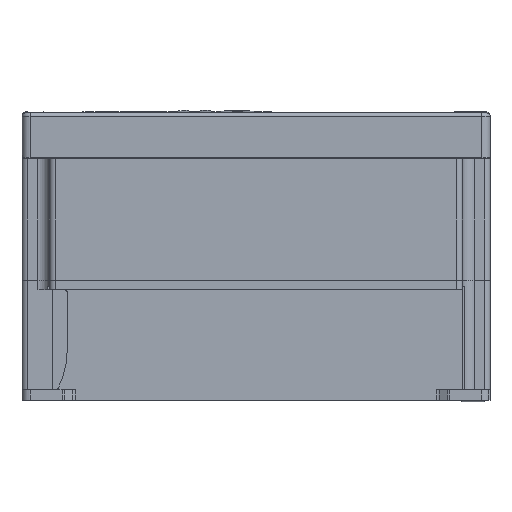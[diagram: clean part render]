
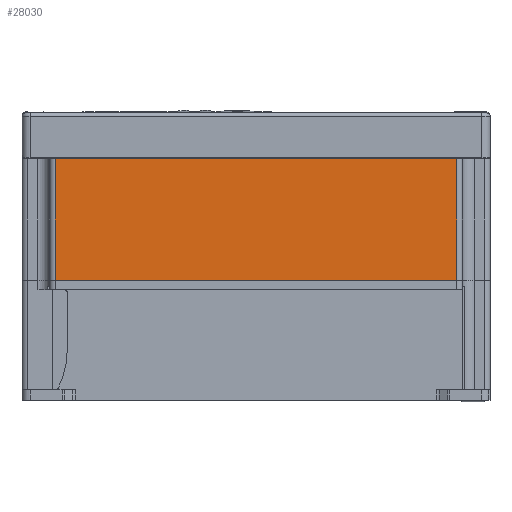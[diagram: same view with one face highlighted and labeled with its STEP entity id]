
A CAD part, left-side view. The second image highlights one B-rep face of the part: STEP entity #28030.
In plain terms, the highlighted planar face has unit normal (-1, 0, 0).
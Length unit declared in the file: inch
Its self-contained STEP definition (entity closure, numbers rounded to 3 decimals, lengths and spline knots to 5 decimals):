
#333 = LINE ( 'NONE', #39417, #41407 ) ;
#459 = VECTOR ( 'NONE', #20733, 39.37008 ) ;
#3617 = ORIENTED_EDGE ( 'NONE', *, *, #37932, .T. ) ;
#3936 = DIRECTION ( 'NONE',  ( 0., 1., 0. ) ) ;
#4849 = DIRECTION ( 'NONE',  ( 1., 0., 0. ) ) ;
#7533 = AXIS2_PLACEMENT_3D ( 'NONE', #40512, #4849, #32675 ) ;
#11021 = LINE ( 'NONE', #36556, #459 ) ;
#12645 = VECTOR ( 'NONE', #24315, 39.37008 ) ;
#13721 = VERTEX_POINT ( 'NONE', #28894 ) ;
#13922 = LINE ( 'NONE', #44170, #12645 ) ;
#17743 = EDGE_LOOP ( 'NONE', ( #31821, #24978, #3617, #37718 ) ) ;
#17849 = VERTEX_POINT ( 'NONE', #25468 ) ;
#19288 = EDGE_CURVE ( 'NONE', #41490, #31873, #333, .T. ) ;
#19732 = CARTESIAN_POINT ( 'NONE',  ( -2.955, 4.395, -5. ) ) ;
#20507 = FACE_OUTER_BOUND ( 'NONE', #17743, .T. ) ;
#20733 = DIRECTION ( 'NONE',  ( 0., 0., 1. ) ) ;
#24315 = DIRECTION ( 'NONE',  ( 0., -1., 0. ) ) ;
#24978 = ORIENTED_EDGE ( 'NONE', *, *, #41477, .T. ) ;
#25468 = CARTESIAN_POINT ( 'NONE',  ( -2.955, -4.395, -2.375 ) ) ;
#28030 = ADVANCED_FACE ( 'NONE', ( #20507 ), #28669, .F. ) ;
#28669 = PLANE ( 'NONE',  #7533 ) ;
#28894 = CARTESIAN_POINT ( 'NONE',  ( -2.955, 4.395, -2.375 ) ) ;
#31821 = ORIENTED_EDGE ( 'NONE', *, *, #19288, .T. ) ;
#31873 = VERTEX_POINT ( 'NONE', #46373 ) ;
#32675 = DIRECTION ( 'NONE',  ( 0., 0., -1. ) ) ;
#36556 = CARTESIAN_POINT ( 'NONE',  ( -2.955, -4.395, 0.29 ) ) ;
#37718 = ORIENTED_EDGE ( 'NONE', *, *, #46863, .T. ) ;
#37932 = EDGE_CURVE ( 'NONE', #13721, #17849, #13922, .T. ) ;
#38752 = LINE ( 'NONE', #19732, #49263 ) ;
#39417 = CARTESIAN_POINT ( 'NONE',  ( -2.955, 5.12, 0.29 ) ) ;
#40512 = CARTESIAN_POINT ( 'NONE',  ( -2.955, 5.12, -5. ) ) ;
#41407 = VECTOR ( 'NONE', #3936, 39.37008 ) ;
#41477 = EDGE_CURVE ( 'NONE', #31873, #13721, #38752, .T. ) ;
#41490 = VERTEX_POINT ( 'NONE', #47510 ) ;
#43538 = DIRECTION ( 'NONE',  ( 0., 0., -1. ) ) ;
#44170 = CARTESIAN_POINT ( 'NONE',  ( -2.955, 5.12, -2.375 ) ) ;
#46373 = CARTESIAN_POINT ( 'NONE',  ( -2.955, 4.395, 0.29 ) ) ;
#46863 = EDGE_CURVE ( 'NONE', #17849, #41490, #11021, .T. ) ;
#47510 = CARTESIAN_POINT ( 'NONE',  ( -2.955, -4.395, 0.29 ) ) ;
#49263 = VECTOR ( 'NONE', #43538, 39.37008 ) ;
